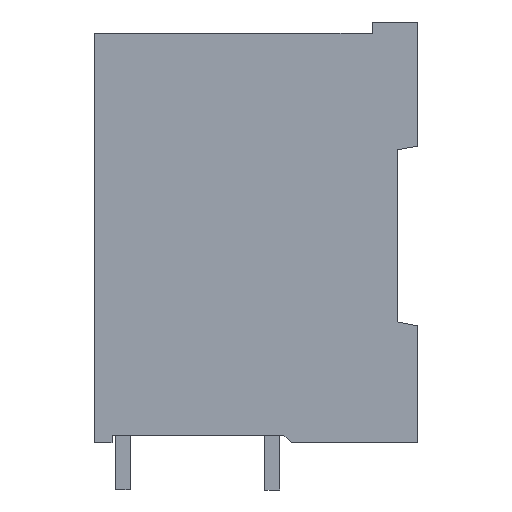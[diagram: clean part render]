
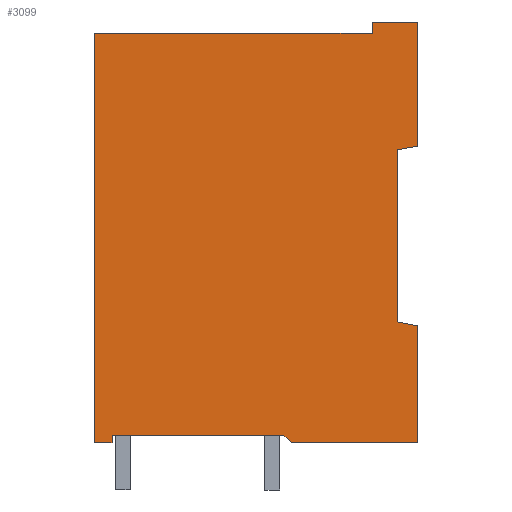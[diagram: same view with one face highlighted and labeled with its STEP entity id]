
A CAD part, left-side view. The second image highlights one B-rep face of the part: STEP entity #3099.
In plain terms, the highlighted planar face has unit normal (-1, 0, 0).
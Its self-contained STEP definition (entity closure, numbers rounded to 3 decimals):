
#3019=AXIS2_PLACEMENT_3D('Plane Axis2P3D',#3016,#3017,#3018) ;
#597=CARTESIAN_POINT('Vertex',(0.,0.,23.4)) ;
#600=CARTESIAN_POINT('Line Origine',(0.,0.7,23.277)) ;
#604=CARTESIAN_POINT('Vertex',(0.,1.4,23.153)) ;
#972=CARTESIAN_POINT('Vertex',(0.,20.8,3.2)) ;
#975=CARTESIAN_POINT('Line Origine',(0.,21.4,3.2)) ;
#979=CARTESIAN_POINT('Vertex',(0.,22.,3.2)) ;
#1003=CARTESIAN_POINT('Vertex',(0.,20.8,3.7)) ;
#1008=CARTESIAN_POINT('Line Origine',(0.,20.8,3.45)) ;
#1038=CARTESIAN_POINT('Vertex',(0.,0.,3.2)) ;
#1041=CARTESIAN_POINT('Line Origine',(0.,4.3,3.2)) ;
#1045=CARTESIAN_POINT('Vertex',(0.,8.6,3.2)) ;
#3016=CARTESIAN_POINT('Axis2P3D Location',(0.,22.,0.)) ;
#3021=CARTESIAN_POINT('Line Origine',(0.,11.,3.7)) ;
#3025=CARTESIAN_POINT('Vertex',(0.,9.1,3.7)) ;
#3029=CARTESIAN_POINT('Control Point',(0.,9.1,3.7)) ;
#3030=CARTESIAN_POINT('Control Point',(0.,8.6,3.2)) ;
#3032=CARTESIAN_POINT('Line Origine',(0.,0.,17.525)) ;
#3036=CARTESIAN_POINT('Vertex',(0.,0.,11.17)) ;
#3040=CARTESIAN_POINT('Control Point',(0.,0.,11.17)) ;
#3041=CARTESIAN_POINT('Control Point',(0.,1.4,11.439)) ;
#3042=CARTESIAN_POINT('Vertex',(0.,1.4,11.439)) ;
#3045=CARTESIAN_POINT('Line Origine',(0.,1.4,17.525)) ;
#3050=CARTESIAN_POINT('Line Origine',(0.,0.,17.525)) ;
#3054=CARTESIAN_POINT('Vertex',(0.,0.,31.85)) ;
#3057=CARTESIAN_POINT('Line Origine',(0.,11.,31.85)) ;
#3061=CARTESIAN_POINT('Vertex',(0.,3.1,31.85)) ;
#3064=CARTESIAN_POINT('Line Origine',(0.,3.1,17.525)) ;
#3068=CARTESIAN_POINT('Vertex',(0.,3.1,31.08)) ;
#3071=CARTESIAN_POINT('Line Origine',(0.,11.,31.08)) ;
#3075=CARTESIAN_POINT('Vertex',(0.,22.,31.08)) ;
#3078=CARTESIAN_POINT('Line Origine',(0.,22.,17.525)) ;
#601=DIRECTION('Vector Direction',(0.,-0.985,0.174)) ;
#976=DIRECTION('Vector Direction',(0.,-1.,0.)) ;
#1009=DIRECTION('Vector Direction',(0.,0.,-1.)) ;
#1042=DIRECTION('Vector Direction',(0.,-1.,0.)) ;
#3017=DIRECTION('Axis2P3D Direction',(-1.,0.,0.)) ;
#3018=DIRECTION('Axis2P3D XDirection',(0.,-1.,0.)) ;
#3022=DIRECTION('Vector Direction',(0.,-1.,0.)) ;
#3033=DIRECTION('Vector Direction',(0.,0.,1.)) ;
#3046=DIRECTION('Vector Direction',(0.,0.,1.)) ;
#3051=DIRECTION('Vector Direction',(0.,0.,1.)) ;
#3058=DIRECTION('Vector Direction',(0.,-1.,0.)) ;
#3065=DIRECTION('Vector Direction',(0.,0.,1.)) ;
#3072=DIRECTION('Vector Direction',(0.,-1.,0.)) ;
#3079=DIRECTION('Vector Direction',(0.,0.,1.)) ;
#602=VECTOR('Line Direction',#601,1.) ;
#977=VECTOR('Line Direction',#976,1.) ;
#1010=VECTOR('Line Direction',#1009,1.) ;
#1043=VECTOR('Line Direction',#1042,1.) ;
#3023=VECTOR('Line Direction',#3022,1.) ;
#3034=VECTOR('Line Direction',#3033,1.) ;
#3047=VECTOR('Line Direction',#3046,1.) ;
#3052=VECTOR('Line Direction',#3051,1.) ;
#3059=VECTOR('Line Direction',#3058,1.) ;
#3066=VECTOR('Line Direction',#3065,1.) ;
#3073=VECTOR('Line Direction',#3072,1.) ;
#3080=VECTOR('Line Direction',#3079,1.) ;
#3084=ORIENTED_EDGE('',*,*,#981,.T.) ;
#3085=ORIENTED_EDGE('',*,*,#1012,.F.) ;
#3086=ORIENTED_EDGE('',*,*,#3027,.T.) ;
#3087=ORIENTED_EDGE('',*,*,#3031,.T.) ;
#3088=ORIENTED_EDGE('',*,*,#1047,.T.) ;
#3089=ORIENTED_EDGE('',*,*,#3038,.T.) ;
#3090=ORIENTED_EDGE('',*,*,#3044,.T.) ;
#3091=ORIENTED_EDGE('',*,*,#3049,.T.) ;
#3092=ORIENTED_EDGE('',*,*,#606,.T.) ;
#3093=ORIENTED_EDGE('',*,*,#3056,.T.) ;
#3094=ORIENTED_EDGE('',*,*,#3063,.T.) ;
#3095=ORIENTED_EDGE('',*,*,#3070,.T.) ;
#3096=ORIENTED_EDGE('',*,*,#3077,.T.) ;
#3097=ORIENTED_EDGE('',*,*,#3082,.T.) ;
#3099=ADVANCED_FACE('Model',(#3098),#3020,.T.) ;
#3028=B_SPLINE_CURVE_WITH_KNOTS('',1,(#3029,#3030),.UNSPECIFIED.,.F.,.U.,(2,2),(-0.354,0.354),.UNSPECIFIED.) ;
#3039=B_SPLINE_CURVE_WITH_KNOTS('',1,(#3040,#3041),.UNSPECIFIED.,.F.,.U.,(2,2),(-0.713,0.713),.UNSPECIFIED.) ;
#606=EDGE_CURVE('',#605,#598,#603,.T.) ;
#981=EDGE_CURVE('',#980,#973,#978,.T.) ;
#1012=EDGE_CURVE('',#1004,#973,#1011,.T.) ;
#1047=EDGE_CURVE('',#1046,#1039,#1044,.T.) ;
#3027=EDGE_CURVE('',#1004,#3026,#3024,.T.) ;
#3031=EDGE_CURVE('',#3026,#1046,#3028,.T.) ;
#3038=EDGE_CURVE('',#1039,#3037,#3035,.T.) ;
#3044=EDGE_CURVE('',#3037,#3043,#3039,.T.) ;
#3049=EDGE_CURVE('',#3043,#605,#3048,.T.) ;
#3056=EDGE_CURVE('',#598,#3055,#3053,.T.) ;
#3063=EDGE_CURVE('',#3055,#3062,#3060,.F.) ;
#3070=EDGE_CURVE('',#3062,#3069,#3067,.F.) ;
#3077=EDGE_CURVE('',#3069,#3076,#3074,.F.) ;
#3082=EDGE_CURVE('',#3076,#980,#3081,.F.) ;
#3083=EDGE_LOOP('',(#3084,#3085,#3086,#3087,#3088,#3089,#3090,#3091,#3092,#3093,#3094,#3095,#3096,#3097)) ;
#3098=FACE_OUTER_BOUND('',#3083,.T.) ;
#603=LINE('Line',#600,#602) ;
#978=LINE('Line',#975,#977) ;
#1011=LINE('Line',#1008,#1010) ;
#1044=LINE('Line',#1041,#1043) ;
#3024=LINE('Line',#3021,#3023) ;
#3035=LINE('Line',#3032,#3034) ;
#3048=LINE('Line',#3045,#3047) ;
#3053=LINE('Line',#3050,#3052) ;
#3060=LINE('Line',#3057,#3059) ;
#3067=LINE('Line',#3064,#3066) ;
#3074=LINE('Line',#3071,#3073) ;
#3081=LINE('Line',#3078,#3080) ;
#3020=PLANE('',#3019) ;
#598=VERTEX_POINT('',#597) ;
#605=VERTEX_POINT('',#604) ;
#973=VERTEX_POINT('',#972) ;
#980=VERTEX_POINT('',#979) ;
#1004=VERTEX_POINT('',#1003) ;
#1039=VERTEX_POINT('',#1038) ;
#1046=VERTEX_POINT('',#1045) ;
#3026=VERTEX_POINT('',#3025) ;
#3037=VERTEX_POINT('',#3036) ;
#3043=VERTEX_POINT('',#3042) ;
#3055=VERTEX_POINT('',#3054) ;
#3062=VERTEX_POINT('',#3061) ;
#3069=VERTEX_POINT('',#3068) ;
#3076=VERTEX_POINT('',#3075) ;
